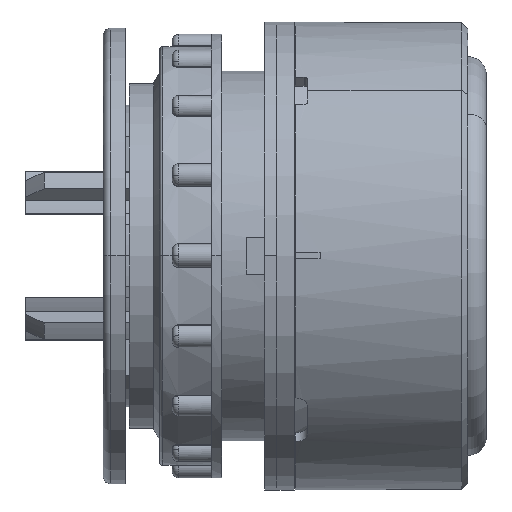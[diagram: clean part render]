
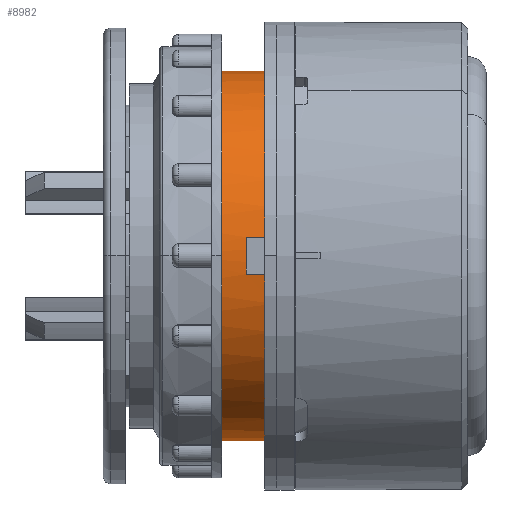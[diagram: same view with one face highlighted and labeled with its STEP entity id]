
A CAD part, top view. The second image highlights one B-rep face of the part: STEP entity #8982.
In plain terms, the highlighted cylindrical face has radius 15 mm (diameter 30 mm), a partial arc.
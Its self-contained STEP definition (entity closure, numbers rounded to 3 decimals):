
#438 = VERTEX_POINT ( 'NONE', #7483 ) ;
#612 = CARTESIAN_POINT ( 'NONE',  ( 0., 0., 7.3 ) ) ;
#929 = DIRECTION ( 'NONE',  ( 0., 0., -1. ) ) ;
#2010 = VECTOR ( 'NONE', #5325, 1000. ) ;
#2183 = AXIS2_PLACEMENT_3D ( 'NONE', #25578, #2947, #55480 ) ;
#2947 = DIRECTION ( 'NONE',  ( 0., 0., 1. ) ) ;
#3649 = DIRECTION ( 'NONE',  ( 0., 0., 1. ) ) ;
#5152 = CARTESIAN_POINT ( 'NONE',  ( -15., 0., 16.48 ) ) ;
#5325 = DIRECTION ( 'NONE',  ( 0., 0., -1. ) ) ;
#6002 = CARTESIAN_POINT ( 'NONE',  ( 15., 0., 16.48 ) ) ;
#7483 = CARTESIAN_POINT ( 'NONE',  ( 1.5, -14.925, 7.3 ) ) ;
#7544 = VERTEX_POINT ( 'NONE', #5152 ) ;
#7744 = VERTEX_POINT ( 'NONE', #31663 ) ;
#8082 = CIRCLE ( 'NONE', #2183, 15. ) ;
#8410 = VECTOR ( 'NONE', #929, 1000. ) ;
#8982 = ADVANCED_FACE ( 'NONE', ( #16440 ), #54851, .T. ) ;
#9335 = VERTEX_POINT ( 'NONE', #43850 ) ;
#9497 = DIRECTION ( 'NONE',  ( 1., 0., 0. ) ) ;
#9738 = CARTESIAN_POINT ( 'NONE',  ( -1.5, -14.925, 7. ) ) ;
#10210 = ORIENTED_EDGE ( 'NONE', *, *, #51858, .T. ) ;
#10548 = CARTESIAN_POINT ( 'NONE',  ( 0., 0., 7. ) ) ;
#10860 = ORIENTED_EDGE ( 'NONE', *, *, #13674, .T. ) ;
#12459 = CARTESIAN_POINT ( 'NONE',  ( -15., 0., 7. ) ) ;
#13674 = EDGE_CURVE ( 'NONE', #46309, #7544, #39501, .T. ) ;
#13997 = DIRECTION ( 'NONE',  ( 0., 0., 1. ) ) ;
#15323 = ORIENTED_EDGE ( 'NONE', *, *, #39522, .F. ) ;
#16440 = FACE_OUTER_BOUND ( 'NONE', #21526, .T. ) ;
#17991 = VECTOR ( 'NONE', #3649, 1000. ) ;
#18159 = CARTESIAN_POINT ( 'NONE',  ( 1.5, -14.925, 9.5 ) ) ;
#21483 = LINE ( 'NONE', #44792, #8410 ) ;
#21520 = ORIENTED_EDGE ( 'NONE', *, *, #21544, .F. ) ;
#21526 = EDGE_LOOP ( 'NONE', ( #21520, #45112, #15323, #36398, #10210, #40638, #30743, #10860 ) ) ;
#21544 = EDGE_CURVE ( 'NONE', #33136, #7544, #53602, .T. ) ;
#21760 = EDGE_CURVE ( 'NONE', #54446, #37494, #34396, .T. ) ;
#21823 = CARTESIAN_POINT ( 'NONE',  ( 15., 0., 7. ) ) ;
#23180 = AXIS2_PLACEMENT_3D ( 'NONE', #23200, #49809, #53285 ) ;
#23200 = CARTESIAN_POINT ( 'NONE',  ( 0., 0., 9.5 ) ) ;
#23820 = DIRECTION ( 'NONE',  ( 1., 0., 0. ) ) ;
#25578 = CARTESIAN_POINT ( 'NONE',  ( 0., 0., 7.3 ) ) ;
#26039 = CARTESIAN_POINT ( 'NONE',  ( -15., 0., 7.3 ) ) ;
#26830 = DIRECTION ( 'NONE',  ( 0., 0., 1. ) ) ;
#29947 = CIRCLE ( 'NONE', #43365, 15. ) ;
#30743 = ORIENTED_EDGE ( 'NONE', *, *, #42594, .T. ) ;
#31255 = VECTOR ( 'NONE', #26830, 1000. ) ;
#31663 = CARTESIAN_POINT ( 'NONE',  ( 15., 0., 7.3 ) ) ;
#32626 = LINE ( 'NONE', #21823, #31255 ) ;
#33136 = VERTEX_POINT ( 'NONE', #26039 ) ;
#34396 = CIRCLE ( 'NONE', #23180, 15. ) ;
#35793 = DIRECTION ( 'NONE',  ( 0., 0., -1. ) ) ;
#36398 = ORIENTED_EDGE ( 'NONE', *, *, #21760, .F. ) ;
#36701 = AXIS2_PLACEMENT_3D ( 'NONE', #10548, #54288, #23820 ) ;
#37494 = VERTEX_POINT ( 'NONE', #51757 ) ;
#39501 = CIRCLE ( 'NONE', #49713, 15. ) ;
#39522 = EDGE_CURVE ( 'NONE', #37494, #9335, #47974, .T. ) ;
#40371 = EDGE_CURVE ( 'NONE', #33136, #9335, #8082, .T. ) ;
#40638 = ORIENTED_EDGE ( 'NONE', *, *, #42036, .T. ) ;
#42036 = EDGE_CURVE ( 'NONE', #438, #7744, #29947, .T. ) ;
#42594 = EDGE_CURVE ( 'NONE', #7744, #46309, #32626, .T. ) ;
#43365 = AXIS2_PLACEMENT_3D ( 'NONE', #612, #13997, #44656 ) ;
#43850 = CARTESIAN_POINT ( 'NONE',  ( -1.5, -14.925, 7.3 ) ) ;
#44656 = DIRECTION ( 'NONE',  ( 1., 0., 0. ) ) ;
#44792 = CARTESIAN_POINT ( 'NONE',  ( 1.5, -14.925, 7. ) ) ;
#45112 = ORIENTED_EDGE ( 'NONE', *, *, #40371, .T. ) ;
#46309 = VERTEX_POINT ( 'NONE', #6002 ) ;
#47974 = LINE ( 'NONE', #9738, #2010 ) ;
#48601 = CARTESIAN_POINT ( 'NONE',  ( 0., 0., 16.48 ) ) ;
#49713 = AXIS2_PLACEMENT_3D ( 'NONE', #48601, #35793, #9497 ) ;
#49809 = DIRECTION ( 'NONE',  ( 0., 0., -1. ) ) ;
#51757 = CARTESIAN_POINT ( 'NONE',  ( -1.5, -14.925, 9.5 ) ) ;
#51858 = EDGE_CURVE ( 'NONE', #54446, #438, #21483, .T. ) ;
#53285 = DIRECTION ( 'NONE',  ( 1., 0., 0. ) ) ;
#53602 = LINE ( 'NONE', #12459, #17991 ) ;
#54288 = DIRECTION ( 'NONE',  ( 0., 0., 1. ) ) ;
#54446 = VERTEX_POINT ( 'NONE', #18159 ) ;
#54851 = CYLINDRICAL_SURFACE ( 'NONE', #36701, 15. ) ;
#55480 = DIRECTION ( 'NONE',  ( 1., 0., 0. ) ) ;
